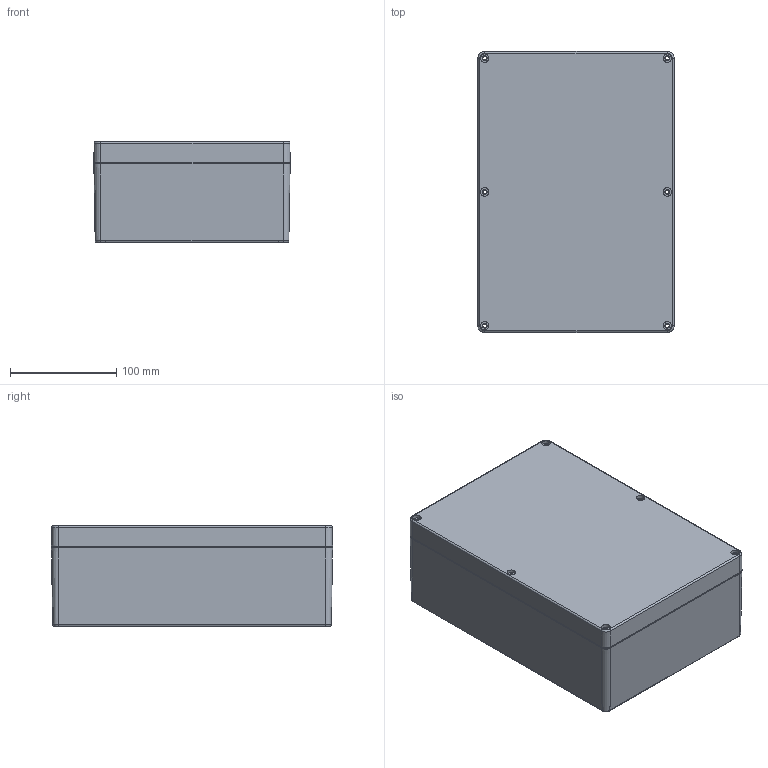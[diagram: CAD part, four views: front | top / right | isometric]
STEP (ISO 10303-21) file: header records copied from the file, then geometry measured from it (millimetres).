
FILE_DESCRIPTION (( 'STEP AP214' ), '1' );
FILE_NAME ('G238.STEP', '2009-09-09T02:16:52', ( 'NEF User' ), ( 'NEF User' ), 'SwSTEP 2.0', 'SolidWorks 2009', '' );
FILE_SCHEMA (( 'AUTOMOTIVE_DESIGN' ));
Length unit declared in the file: millimetre
Products named in the file (1): G238
Bounding box: 185 x 265 x 95 mm (x, y, z)
Volume: 609631.7 mm3; surface area: 390408 mm2
Topology: 2 solids, 2 shells, 686 faces, 1726 edges, 1126 vertices
Faces by surface type: cylinder 266, plane 258, cone 154, torus 8
Entity records: 20973 total; most frequent: CARTESIAN_POINT 3833, DIRECTION 3804, ORIENTED_EDGE 3432, EDGE_CURVE 1716, AXIS2_PLACEMENT_3D 1489, VERTEX_POINT 1126, LINE 826, VECTOR 826
